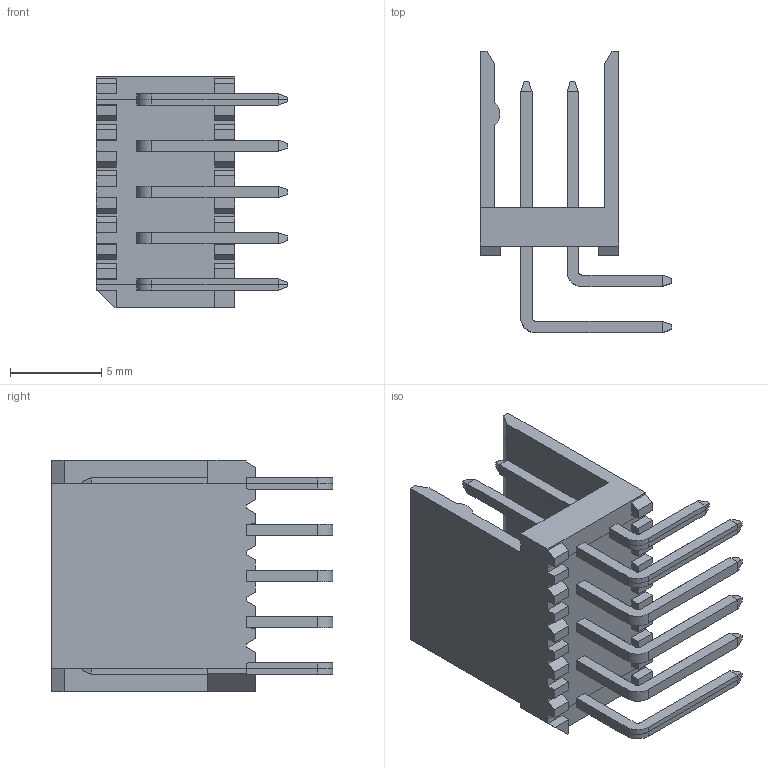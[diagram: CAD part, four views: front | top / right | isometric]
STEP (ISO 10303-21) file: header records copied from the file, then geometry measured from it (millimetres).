
FILE_DESCRIPTION(/* description */ (''),/* implementation_level */ '2;1');
FILE_NAME(/* name */ 'WR5487~1',/* time_stamp */ '2020-01-13T10:55:07+01:00',/* author */ (''),/* organization */ (''),/* preprocessor_version */ 'ST-DEVELOPER v15',/* originating_system */ '',/* authorisation */ '');
FILE_SCHEMA (('AUTOMOTIVE_DESIGN'));
Length unit declared in the file: millimetre
Products named in the file (1): Document
Bounding box: 10.51 x 15.45 x 12.7 mm (x, y, z)
Volume: 423.2 mm3; surface area: 1291.2 mm2
Topology: 3 solids, 3 shells, 388 faces, 1030 edges, 660 vertices
Faces by surface type: plane 358, bspline 30
Entity records: 10693 total; most frequent: CARTESIAN_POINT 3680, ORIENTED_EDGE 2060, EDGE_CURVE 1030, B_SPLINE_CURVE_WITH_KNOTS 970, VERTEX_POINT 660, EDGE_LOOP 400, ADVANCED_FACE 388, FACE_OUTER_BOUND 388
